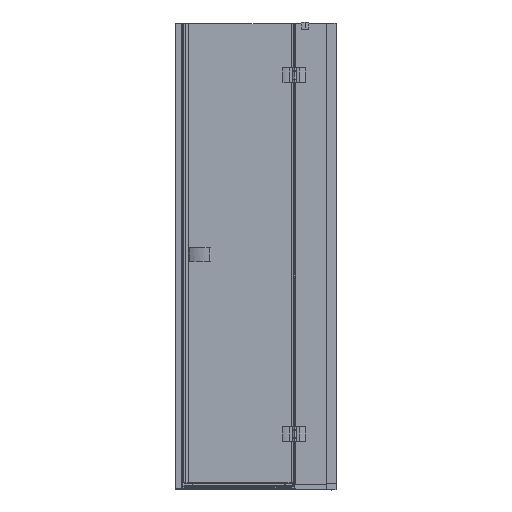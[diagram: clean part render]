
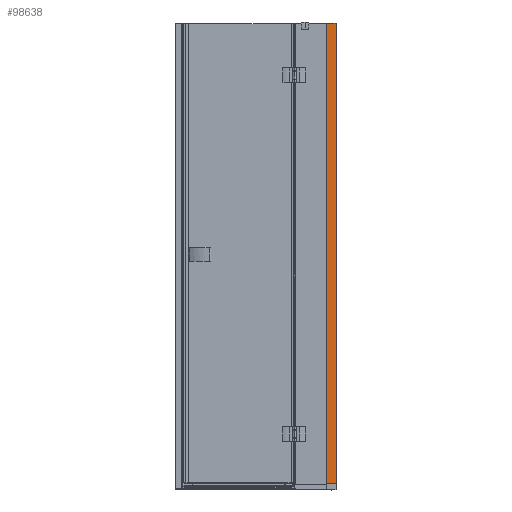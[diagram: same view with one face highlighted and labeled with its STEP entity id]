
A CAD part, top view. The second image highlights one B-rep face of the part: STEP entity #98638.
In plain terms, the highlighted cylindrical face has radius 960.746 mm (diameter 1921.49 mm), a partial arc.
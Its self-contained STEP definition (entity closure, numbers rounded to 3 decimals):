
#8783 = DIRECTION ( 'NONE',  ( 0., -1., 0. ) ) ;
#18307 = CARTESIAN_POINT ( 'NONE',  ( 49.49, 966.5, 12.15 ) ) ;
#24413 = CARTESIAN_POINT ( 'NONE',  ( 88.706, -959.5, 12.144 ) ) ;
#46336 = LINE ( 'NONE', #148027, #309378 ) ;
#48583 = DIRECTION ( 'NONE',  ( 0., 0., -1. ) ) ;
#51624 = VERTEX_POINT ( 'NONE', #24413 ) ;
#65677 = EDGE_CURVE ( 'NONE', #205226, #103088, #173956, .T. ) ;
#67577 = EDGE_CURVE ( 'NONE', #51624, #99942, #46336, .T. ) ;
#78312 = VECTOR ( 'NONE', #162988, 1000. ) ;
#85024 = DIRECTION ( 'NONE',  ( 0., 1., 0. ) ) ;
#88933 = EDGE_LOOP ( 'NONE', ( #289597, #189742, #176550, #257786 ) ) ;
#98638 = ADVANCED_FACE ( 'NONE', ( #289647 ), #217778, .T. ) ;
#99942 = VERTEX_POINT ( 'NONE', #240552 ) ;
#102226 = DIRECTION ( 'NONE',  ( 0., 1., 0. ) ) ;
#103088 = VERTEX_POINT ( 'NONE', #154478 ) ;
#137371 = CARTESIAN_POINT ( 'NONE',  ( 49.49, 966.5, 12.15 ) ) ;
#147845 = DIRECTION ( 'NONE',  ( 0., 1., 0. ) ) ;
#148027 = CARTESIAN_POINT ( 'NONE',  ( 88.706, 966.5, 12.144 ) ) ;
#150780 = AXIS2_PLACEMENT_3D ( 'NONE', #265523, #85024, #292214 ) ;
#154478 = CARTESIAN_POINT ( 'NONE',  ( 49.49, -959.5, 12.15 ) ) ;
#162988 = DIRECTION ( 'NONE',  ( 0., -1., 0. ) ) ;
#173956 = LINE ( 'NONE', #137371, #78312 ) ;
#176550 = ORIENTED_EDGE ( 'NONE', *, *, #65677, .T. ) ;
#176692 = CIRCLE ( 'NONE', #299560, 960.747 ) ;
#187946 = DIRECTION ( 'NONE',  ( 0., 0., -1. ) ) ;
#189742 = ORIENTED_EDGE ( 'NONE', *, *, #325243, .T. ) ;
#195080 = CIRCLE ( 'NONE', #207862, 960.747 ) ;
#205226 = VERTEX_POINT ( 'NONE', #18307 ) ;
#207862 = AXIS2_PLACEMENT_3D ( 'NONE', #264862, #8783, #187946 ) ;
#217778 = CYLINDRICAL_SURFACE ( 'NONE', #150780, 960.747 ) ;
#223578 = CARTESIAN_POINT ( 'NONE',  ( 68.953, -959.5, -948.399 ) ) ;
#236857 = EDGE_CURVE ( 'NONE', #103088, #51624, #176692, .T. ) ;
#240552 = CARTESIAN_POINT ( 'NONE',  ( 88.706, 966.5, 12.144 ) ) ;
#257786 = ORIENTED_EDGE ( 'NONE', *, *, #236857, .T. ) ;
#264862 = CARTESIAN_POINT ( 'NONE',  ( 68.953, 966.5, -948.399 ) ) ;
#265523 = CARTESIAN_POINT ( 'NONE',  ( 68.953, 966.5, -948.399 ) ) ;
#289597 = ORIENTED_EDGE ( 'NONE', *, *, #67577, .T. ) ;
#289647 = FACE_OUTER_BOUND ( 'NONE', #88933, .T. ) ;
#292214 = DIRECTION ( 'NONE',  ( 0., 0., -1. ) ) ;
#299560 = AXIS2_PLACEMENT_3D ( 'NONE', #223578, #147845, #48583 ) ;
#309378 = VECTOR ( 'NONE', #102226, 1000. ) ;
#325243 = EDGE_CURVE ( 'NONE', #99942, #205226, #195080, .T. ) ;
